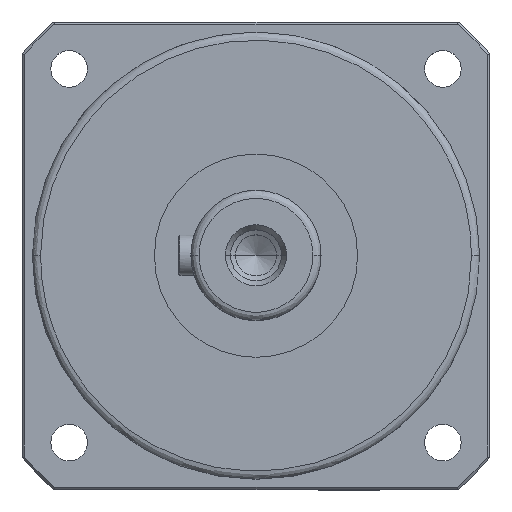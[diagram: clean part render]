
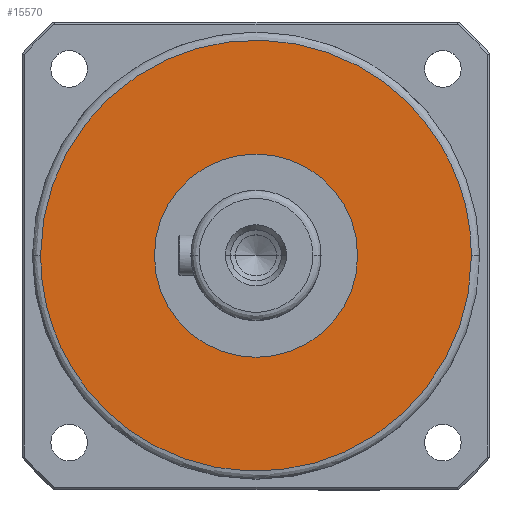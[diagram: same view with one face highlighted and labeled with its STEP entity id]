
A CAD part, top view. The second image highlights one B-rep face of the part: STEP entity #15570.
In plain terms, the highlighted planar face has unit normal (0, 0, 1).
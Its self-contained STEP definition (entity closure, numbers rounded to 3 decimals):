
#277 = DIRECTION ( 'NONE',  ( 0., 0., -1. ) ) ;
#1664 = DIRECTION ( 'NONE',  ( 0., 0., 1. ) ) ;
#2614 = EDGE_CURVE ( 'NONE', #14633, #12478, #8417, .T. ) ;
#2721 = CIRCLE ( 'NONE', #5497, 25. ) ;
#3583 = CARTESIAN_POINT ( 'NONE',  ( -25., 0., 160. ) ) ;
#5141 = EDGE_CURVE ( 'NONE', #9795, #5669, #11185, .T. ) ;
#5497 = AXIS2_PLACEMENT_3D ( 'NONE', #7353, #277, #9274 ) ;
#5619 = AXIS2_PLACEMENT_3D ( 'NONE', #10884, #10868, #10850 ) ;
#5625 =( BOUNDED_CURVE ( )  B_SPLINE_CURVE ( 3, ( #6451, #16448, #17808, #9324 ),
 .UNSPECIFIED., .F., .F. ) 
 B_SPLINE_CURVE_WITH_KNOTS ( ( 4, 4 ),
 ( 0.5, 1. ),
 .UNSPECIFIED. ) 
 CURVE ( )  GEOMETRIC_REPRESENTATION_ITEM ( )  RATIONAL_B_SPLINE_CURVE ( ( 1., 0.333, 0.333, 1. ) ) 
 REPRESENTATION_ITEM ( '' )  );
#5669 = VERTEX_POINT ( 'NONE', #6953 ) ;
#5738 = PLANE ( 'NONE',  #11175 ) ;
#5922 = ORIENTED_EDGE ( 'NONE', *, *, #8823, .F. ) ;
#6451 = CARTESIAN_POINT ( 'NONE',  ( -53., 0., 160. ) ) ;
#6953 = CARTESIAN_POINT ( 'NONE',  ( 25., 0., 160. ) ) ;
#7198 = FACE_OUTER_BOUND ( 'NONE', #10044, .T. ) ;
#7353 = CARTESIAN_POINT ( 'NONE',  ( 0., 0., 160. ) ) ;
#8214 = CARTESIAN_POINT ( 'NONE',  ( 53., 0., 160. ) ) ;
#8417 =( BOUNDED_CURVE ( )  B_SPLINE_CURVE ( 3, ( #17345, #17595, #17702, #17276 ),
 .UNSPECIFIED., .F., .F. ) 
 B_SPLINE_CURVE_WITH_KNOTS ( ( 4, 4 ),
 ( 0., 0.5 ),
 .UNSPECIFIED. ) 
 CURVE ( )  GEOMETRIC_REPRESENTATION_ITEM ( )  RATIONAL_B_SPLINE_CURVE ( ( 1., 0.333, 0.333, 1. ) ) 
 REPRESENTATION_ITEM ( '' )  );
#8795 = EDGE_CURVE ( 'NONE', #5669, #9795, #2721, .T. ) ;
#8823 = EDGE_CURVE ( 'NONE', #12478, #14633, #5625, .T. ) ;
#9204 = CARTESIAN_POINT ( 'NONE',  ( -53., 0., 160. ) ) ;
#9274 = DIRECTION ( 'NONE',  ( -1., 0., 0. ) ) ;
#9324 = CARTESIAN_POINT ( 'NONE',  ( 53., 0., 160. ) ) ;
#9795 = VERTEX_POINT ( 'NONE', #3583 ) ;
#10044 = EDGE_LOOP ( 'NONE', ( #5922, #15596 ) ) ;
#10168 = CARTESIAN_POINT ( 'NONE',  ( 0., 0., 160. ) ) ;
#10850 = DIRECTION ( 'NONE',  ( -1., 0., 0. ) ) ;
#10868 = DIRECTION ( 'NONE',  ( 0., 0., -1. ) ) ;
#10884 = CARTESIAN_POINT ( 'NONE',  ( 0., 0., 160. ) ) ;
#10990 = EDGE_LOOP ( 'NONE', ( #17142, #17448 ) ) ;
#11175 = AXIS2_PLACEMENT_3D ( 'NONE', #10168, #1664, #11631 ) ;
#11185 = CIRCLE ( 'NONE', #5619, 25. ) ;
#11631 = DIRECTION ( 'NONE',  ( 1., 0., 0. ) ) ;
#12478 = VERTEX_POINT ( 'NONE', #9204 ) ;
#13028 = FACE_BOUND ( 'NONE', #10990, .T. ) ;
#14633 = VERTEX_POINT ( 'NONE', #8214 ) ;
#15570 = ADVANCED_FACE ( 'NONE', ( #7198, #13028 ), #5738, .T. ) ;
#15596 = ORIENTED_EDGE ( 'NONE', *, *, #2614, .F. ) ;
#16448 = CARTESIAN_POINT ( 'NONE',  ( -53., 106., 160. ) ) ;
#17142 = ORIENTED_EDGE ( 'NONE', *, *, #5141, .T. ) ;
#17276 = CARTESIAN_POINT ( 'NONE',  ( -53., 0., 160. ) ) ;
#17345 = CARTESIAN_POINT ( 'NONE',  ( 53., 0., 160. ) ) ;
#17448 = ORIENTED_EDGE ( 'NONE', *, *, #8795, .T. ) ;
#17595 = CARTESIAN_POINT ( 'NONE',  ( 53., -106., 160. ) ) ;
#17702 = CARTESIAN_POINT ( 'NONE',  ( -53., -106., 160. ) ) ;
#17808 = CARTESIAN_POINT ( 'NONE',  ( 53., 106., 160. ) ) ;
